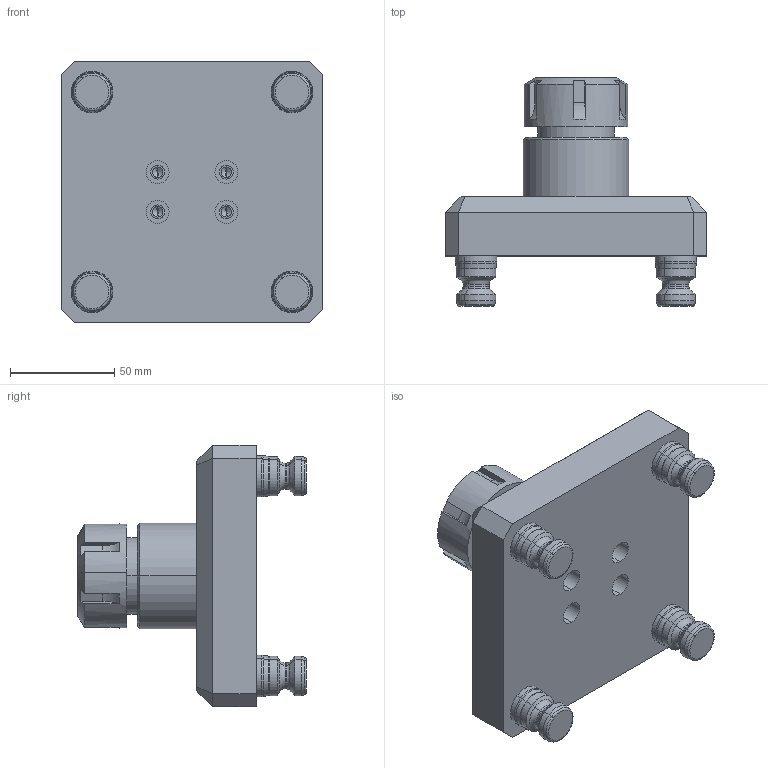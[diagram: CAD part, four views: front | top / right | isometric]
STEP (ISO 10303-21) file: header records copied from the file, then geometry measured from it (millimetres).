
FILE_DESCRIPTION (( 'STEP AP214' ), '1' );
FILE_NAME ('D_R96-CERX-32.STEP', '2020-06-08T16:03:37', ( '' ), ( '' ), 'SwSTEP 2.0', 'SolidWorks 2018', '' );
FILE_SCHEMA (( 'AUTOMOTIVE_DESIGN' ));
Length unit declared in the file: millimetre
Products named in the file (7): D_CERX32-1; D_PS20F_HARD TURN; D_CERX32-3; D_CERX-32; D_CERX32-2; D_R96-CER4032; D_R96-CERX-32
Assembly tree (9 placements, depth 3):
  D_R96-CERX-32
    D_R96-CER4032
    D_CERX-32
      D_CERX32-1
      D_CERX32-2
      D_CERX32-3
    D_PS20F_HARD TURN  x4
Bounding box: 125.73 x 109.73 x 125.73 mm (x, y, z)
Volume: 528349.5 mm3; surface area: 95984.6 mm2
Topology: 8 solids, 8 shells, 457 faces, 1110 edges, 678 vertices
Faces by surface type: cylinder 156, plane 148, cone 87, torus 64, bspline 2
Entity records: 12301 total; most frequent: CARTESIAN_POINT 3466, DIRECTION 1787, ORIENTED_EDGE 1732, EDGE_CURVE 866, AXIS2_PLACEMENT_3D 705, VERTEX_POINT 558, VECTOR 377, LINE 377
